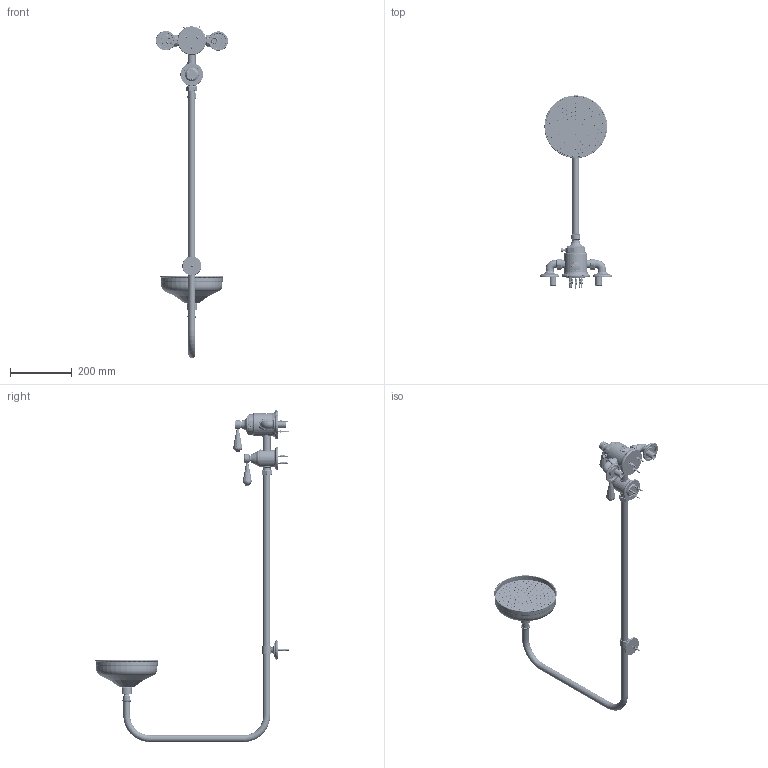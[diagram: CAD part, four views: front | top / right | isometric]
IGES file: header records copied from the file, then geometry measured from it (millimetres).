
Global section: file name: No Iges File Name specified; native system: Autodesk Inventor 2012; preprocessor: AutoDesk Inventor Iges Exporter R2012; author: adaniels; date: 20111111.141818; units: millimetre
Bounding box: 233.96 x 627.5 x 1077.13 mm (x, y, z)
Volume: 2278035.3 mm3; surface area: 661350.4 mm2
Topology: 124 solids, 124 shells, 5500 faces, 13684 edges, 8836 vertices
Faces by surface type: plane 3365, revolution 879, cylinder 548, cone 296, bspline 184, torus 164, sphere 64
Full cylindrical faces by diameter (mm): 3 x1, 3.14 x3, 3.4 x1, 4 x8, 4.165 x7, 5 x5, 5.8 x1, 6 x4, 6.8 x4, 7 x1, 7.5 x5, 7.95 x1, 8.3 x7, 8.85 x1, 9 x1, 9.3 x2, 9.5 x2, 9.7 x2, 9.75 x4, 10 x2, 10.598 x2, 11 x1, 12 x3, 12.6 x1, 13.7 x3, 14 x2, 15 x4, 15.925 x4, 16 x1, 16.5 x4
